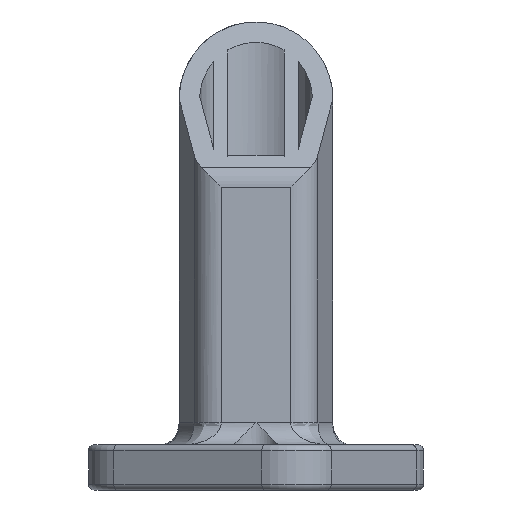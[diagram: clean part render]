
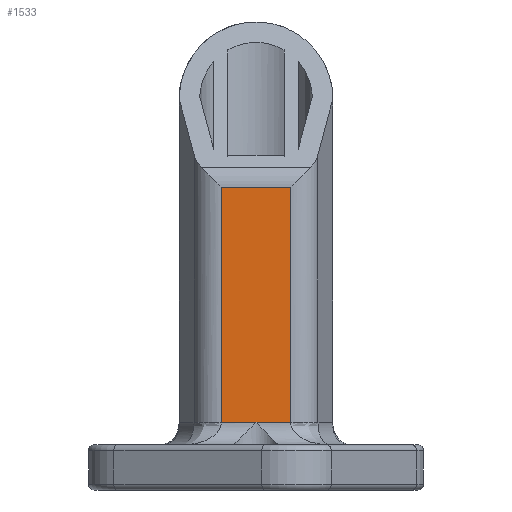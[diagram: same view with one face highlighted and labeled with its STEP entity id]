
A CAD part, front view. The second image highlights one B-rep face of the part: STEP entity #1533.
In plain terms, the highlighted planar face has unit normal (0, -1, 0).
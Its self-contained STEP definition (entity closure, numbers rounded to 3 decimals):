
#756 = AXIS2_PLACEMENT_3D ( 'NONE', #1919, #1898, #1897 ) ;
#1055 = CARTESIAN_POINT ( 'NONE',  ( -6.156, -13.625, 83. ) ) ;
#1067 = CARTESIAN_POINT ( 'NONE',  ( -10., -13.625, 12. ) ) ;
#1069 = DIRECTION ( 'NONE',  ( 1., 0., 0. ) ) ;
#1070 = DIRECTION ( 'NONE',  ( 0., 0., -1. ) ) ;
#1071 = CARTESIAN_POINT ( 'NONE',  ( -10., -13.625, 53.679 ) ) ;
#1072 = DIRECTION ( 'NONE',  ( -1., 0., 0. ) ) ;
#1073 = CARTESIAN_POINT ( 'NONE',  ( 6.156, -13.625, 83. ) ) ;
#1074 = DIRECTION ( 'NONE',  ( 0., 0., 1. ) ) ;
#1075 = CARTESIAN_POINT ( 'NONE',  ( -10., -13.625, 12. ) ) ;
#1076 = DIRECTION ( 'NONE',  ( 1., 0., 0. ) ) ;
#1533 = ADVANCED_FACE ( 'NONE', ( #3944 ), #1902, .F. ) ;
#1631 = VECTOR ( 'NONE', #1076, 1000. ) ;
#1633 = VECTOR ( 'NONE', #1074, 1000. ) ;
#1634 = LINE ( 'NONE', #1075, #1631 ) ;
#1635 = VECTOR ( 'NONE', #1072, 1000. ) ;
#1636 = LINE ( 'NONE', #1073, #1633 ) ;
#1637 = VECTOR ( 'NONE', #1070, 1000. ) ;
#1638 = LINE ( 'NONE', #1071, #1635 ) ;
#1639 = VECTOR ( 'NONE', #1069, 1000. ) ;
#1642 = LINE ( 'NONE', #1067, #1639 ) ;
#1646 = LINE ( 'NONE', #1055, #1637 ) ;
#1845 = EDGE_LOOP ( 'NONE', ( #3773, #3772, #3771, #3770, #3769 ) ) ;
#1897 = DIRECTION ( 'NONE',  ( -1., 0., 0. ) ) ;
#1898 = DIRECTION ( 'NONE',  ( 0., 1., 0. ) ) ;
#1902 = PLANE ( 'NONE',  #756 ) ;
#1919 = CARTESIAN_POINT ( 'NONE',  ( -10., -13.625, 83. ) ) ;
#2355 = CARTESIAN_POINT ( 'NONE',  ( -6.156, -13.625, 12. ) ) ;
#2356 = CARTESIAN_POINT ( 'NONE',  ( -6.156, -13.625, 53.679 ) ) ;
#2357 = CARTESIAN_POINT ( 'NONE',  ( 6.156, -13.625, 53.679 ) ) ;
#2361 = CARTESIAN_POINT ( 'NONE',  ( 6.156, -13.625, 12. ) ) ;
#2362 = CARTESIAN_POINT ( 'NONE',  ( 0., -13.625, 12. ) ) ;
#2858 = EDGE_CURVE ( 'NONE', #3861, #3868, #1642, .T. ) ;
#2859 = EDGE_CURVE ( 'NONE', #3862, #3861, #1646, .T. ) ;
#2860 = EDGE_CURVE ( 'NONE', #3863, #3862, #1638, .T. ) ;
#2861 = EDGE_CURVE ( 'NONE', #3867, #3863, #1636, .T. ) ;
#2862 = EDGE_CURVE ( 'NONE', #3868, #3867, #1634, .T. ) ;
#3769 = ORIENTED_EDGE ( 'NONE', *, *, #2858, .T. ) ;
#3770 = ORIENTED_EDGE ( 'NONE', *, *, #2859, .T. ) ;
#3771 = ORIENTED_EDGE ( 'NONE', *, *, #2860, .T. ) ;
#3772 = ORIENTED_EDGE ( 'NONE', *, *, #2861, .T. ) ;
#3773 = ORIENTED_EDGE ( 'NONE', *, *, #2862, .T. ) ;
#3861 = VERTEX_POINT ( 'NONE', #2355 ) ;
#3862 = VERTEX_POINT ( 'NONE', #2356 ) ;
#3863 = VERTEX_POINT ( 'NONE', #2357 ) ;
#3867 = VERTEX_POINT ( 'NONE', #2361 ) ;
#3868 = VERTEX_POINT ( 'NONE', #2362 ) ;
#3944 = FACE_OUTER_BOUND ( 'NONE', #1845, .T. ) ;
